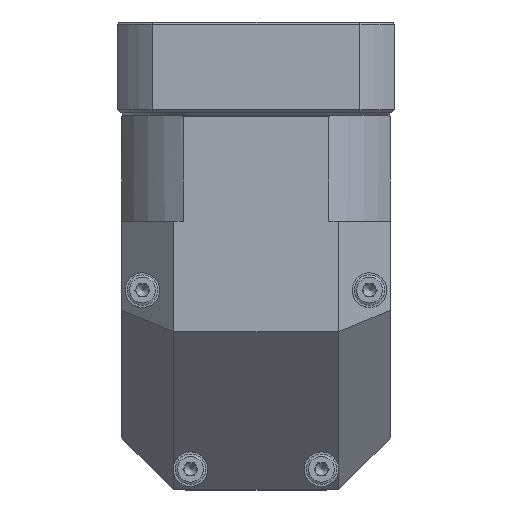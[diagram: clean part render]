
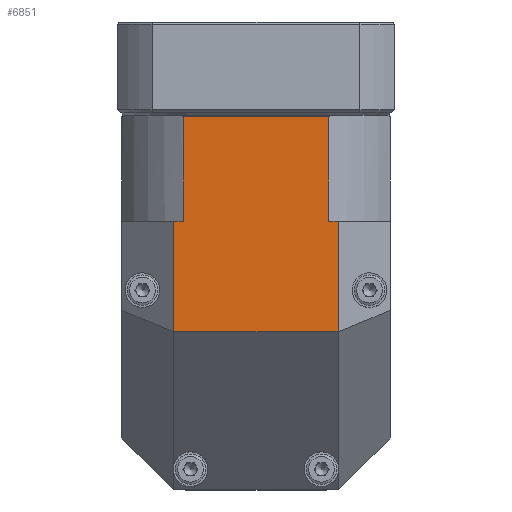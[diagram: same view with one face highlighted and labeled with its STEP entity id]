
A CAD part, front view. The second image highlights one B-rep face of the part: STEP entity #6851.
In plain terms, the highlighted planar face has unit normal (0, -1, 0).
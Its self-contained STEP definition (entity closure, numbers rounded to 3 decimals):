
#6780=CARTESIAN_POINT('',(-31.0,-31.0,55.5));
#6781=DIRECTION('',(0.0,-1.0,0.0));
#6782=DIRECTION('',(0.0,0.0,-1.0));
#6783=AXIS2_PLACEMENT_3D('',#6780,#6781,#6782);
#6784=PLANE('',#6783);
#6785=CARTESIAN_POINT('',(19.,-31.,5.5));
#6786=VERTEX_POINT('',#6785);
#6787=CARTESIAN_POINT('',(19.,-31.0,31.));
#6788=VERTEX_POINT('',#6787);
#6789=CARTESIAN_POINT('',(19.,-31.0,5.5));
#6790=DIRECTION('',(0.0,0.0,1.0));
#6791=VECTOR('',#6790,25.5);
#6792=LINE('',#6789,#6791);
#6793=EDGE_CURVE('',#6786,#6788,#6792,.T.);
#6794=ORIENTED_EDGE('',*,*,#6793,.T.);
#6795=CARTESIAN_POINT('',(16.78,-31.0,31.));
#6796=VERTEX_POINT('',#6795);
#6797=CARTESIAN_POINT('',(19.,-31.0,31.));
#6798=DIRECTION('',(-1.0,0.0,0.0));
#6799=VECTOR('',#6798,2.22);
#6800=LINE('',#6797,#6799);
#6801=EDGE_CURVE('',#6788,#6796,#6800,.T.);
#6802=ORIENTED_EDGE('',*,*,#6801,.T.);
#6803=CARTESIAN_POINT('',(16.78,-31.0,55.2));
#6804=VERTEX_POINT('',#6803);
#6805=CARTESIAN_POINT('',(16.78,-31.0,31.));
#6806=DIRECTION('',(0.0,0.0,1.0));
#6807=VECTOR('',#6806,24.2);
#6808=LINE('',#6805,#6807);
#6809=EDGE_CURVE('',#6796,#6804,#6808,.T.);
#6810=ORIENTED_EDGE('',*,*,#6809,.T.);
#6811=CARTESIAN_POINT('',(-16.78,-31.0,55.2));
#6812=VERTEX_POINT('',#6811);
#6813=CARTESIAN_POINT('',(16.78,-31.0,55.2));
#6814=DIRECTION('',(-1.0,0.0,0.0));
#6815=VECTOR('',#6814,33.56);
#6816=LINE('',#6813,#6815);
#6817=EDGE_CURVE('',#6804,#6812,#6816,.T.);
#6818=ORIENTED_EDGE('',*,*,#6817,.T.);
#6819=CARTESIAN_POINT('',(-16.78,-31.0,31.));
#6820=VERTEX_POINT('',#6819);
#6821=CARTESIAN_POINT('',(-16.78,-31.0,55.2));
#6822=DIRECTION('',(0.0,0.0,-1.0));
#6823=VECTOR('',#6822,24.2);
#6824=LINE('',#6821,#6823);
#6825=EDGE_CURVE('',#6812,#6820,#6824,.T.);
#6826=ORIENTED_EDGE('',*,*,#6825,.T.);
#6827=CARTESIAN_POINT('',(-19.,-31.0,31.));
#6828=VERTEX_POINT('',#6827);
#6829=CARTESIAN_POINT('',(-16.78,-31.0,31.));
#6830=DIRECTION('',(-1.0,0.0,0.0));
#6831=VECTOR('',#6830,2.22);
#6832=LINE('',#6829,#6831);
#6833=EDGE_CURVE('',#6820,#6828,#6832,.T.);
#6834=ORIENTED_EDGE('',*,*,#6833,.T.);
#6835=CARTESIAN_POINT('',(-19.,-31.,5.5));
#6836=VERTEX_POINT('',#6835);
#6837=CARTESIAN_POINT('',(-19.,-31.0,31.));
#6838=DIRECTION('',(0.0,0.0,-1.0));
#6839=VECTOR('',#6838,25.5);
#6840=LINE('',#6837,#6839);
#6841=EDGE_CURVE('',#6828,#6836,#6840,.T.);
#6842=ORIENTED_EDGE('',*,*,#6841,.T.);
#6843=CARTESIAN_POINT('',(19.,-31.,5.5));
#6844=DIRECTION('',(-1.0,0.0,0.0));
#6845=VECTOR('',#6844,38.);
#6846=LINE('',#6843,#6845);
#6847=EDGE_CURVE('',#6786,#6836,#6846,.T.);
#6848=ORIENTED_EDGE('',*,*,#6847,.F.);
#6849=EDGE_LOOP('',(#6794,#6802,#6810,#6818,#6826,#6834,#6842,#6848));
#6850=FACE_OUTER_BOUND('',#6849,.T.);
#6851=ADVANCED_FACE('',(#6850),#6784,.T.);
